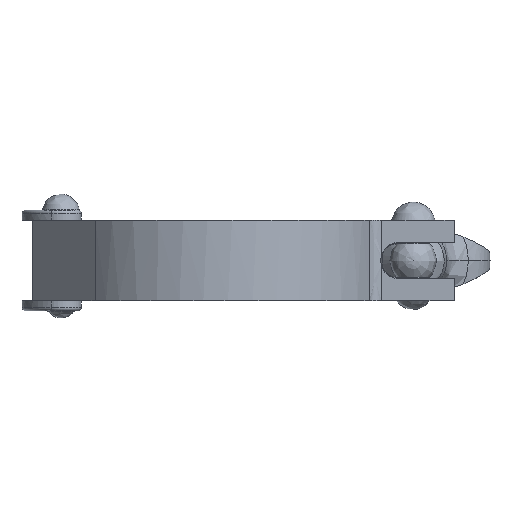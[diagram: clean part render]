
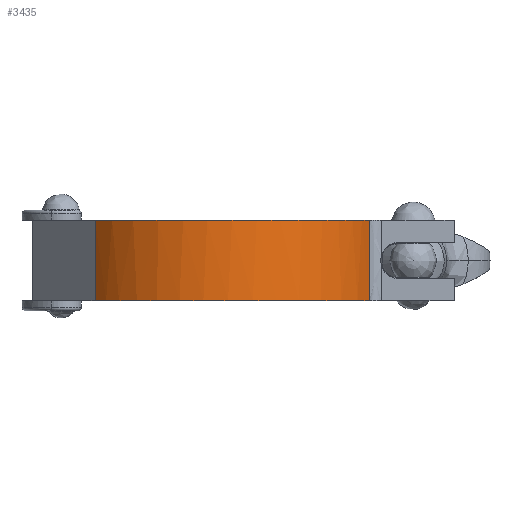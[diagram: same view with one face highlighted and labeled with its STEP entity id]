
A CAD part, front view. The second image highlights one B-rep face of the part: STEP entity #3435.
In plain terms, the highlighted free-form (B-spline) face has degree [2, 1] with [3, 2] control points.
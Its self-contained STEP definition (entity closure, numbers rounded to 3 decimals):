
#3335=CARTESIAN_POINT('V42',(40.92,-23.52,
   19.05));
#3336=VERTEX_POINT('V42',#3335);
#3350=CARTESIAN_POINT('V43',(-24.247,-32.372,
   19.05));
#3351=VERTEX_POINT('V43',#3350);
#3352=CARTESIAN_POINT('E55',(40.92,-23.52,
   19.05));
#3353=CARTESIAN_POINT('E55',(15.347,-79.558,
   19.05));
#3354=CARTESIAN_POINT('E55',(-24.247,-32.372,
   19.05));
#3362=(BOUNDED_CURVE()B_SPLINE_CURVE(2,(#3352,#3353,#3354),
   .CIRCULAR_ARC.,.F.,.U.)CURVE()GEOMETRIC_REPRESENTATION_ITEM()
   QUASI_UNIFORM_CURVE()RATIONAL_B_SPLINE_CURVE((1.0,
   0.534,1.0))REPRESENTATION_ITEM('E55'));
#3363=EDGE_CURVE('E55',#3336,#3351,#3362,.T.);
#3391=CARTESIAN_POINT('F56',(40.92,-23.52,
   38.1));
#3392=CARTESIAN_POINT('F56',(15.347,-79.558,
   38.1));
#3393=CARTESIAN_POINT('F56',(-24.247,-32.372,
   38.1));
#3394=CARTESIAN_POINT('F56',(40.92,-23.52,
   19.05));
#3395=CARTESIAN_POINT('F56',(15.347,-79.558,
   19.05));
#3396=CARTESIAN_POINT('F56',(-24.247,-32.372,
   19.05));
#3404=(BOUNDED_SURFACE()B_SPLINE_SURFACE(2,1,((#3391,#3394),(
   #3392,#3395),(#3393,#3396)),.CYLINDRICAL_SURF.,.F.,.F.,.U.)
   B_SPLINE_SURFACE_WITH_KNOTS((3,3),(2,2),(0.0,
   6.467),(0.0,1.0),.UNSPECIFIED.)
   GEOMETRIC_REPRESENTATION_ITEM()RATIONAL_B_SPLINE_SURFACE(((1.0,
   1.0),(0.534,0.534),(1.0,1.0)))
   REPRESENTATION_ITEM('F56')SURFACE());
#3405=CARTESIAN_POINT('V54',(-24.247,-32.372,
   38.1));
#3406=VERTEX_POINT('V54',#3405);
#3407=CARTESIAN_POINT('V101',(40.92,-23.52,
   38.1));
#3408=VERTEX_POINT('V101',#3407);
#3409=CARTESIAN_POINT('E158',(-24.247,
   -32.372,38.1));
#3410=CARTESIAN_POINT('E158',(15.347,-79.558,
   38.1));
#3411=CARTESIAN_POINT('E158',(40.92,-23.52,
   38.1));
#3419=(BOUNDED_CURVE()B_SPLINE_CURVE(2,(#3409,#3410,#3411),
   .CIRCULAR_ARC.,.F.,.U.)CURVE()GEOMETRIC_REPRESENTATION_ITEM()
   QUASI_UNIFORM_CURVE()RATIONAL_B_SPLINE_CURVE((1.0,
   0.534,1.0))REPRESENTATION_ITEM('E158'));
#3420=EDGE_CURVE('E158',#3406,#3408,#3419,.T.);
#3421=ORIENTED_EDGE('E158',*,*,#3420,.F.);
#3422=CARTESIAN_POINT('E71',(-24.247,-32.372,
   38.1));
#3423=CARTESIAN_POINT('E71',(-24.247,-32.372,
   19.05));
#3424=QUASI_UNIFORM_CURVE('E71',1,(#3422,#3423),.POLYLINE_FORM.,.F.,
   .U.);
#3425=EDGE_CURVE('E71',#3406,#3351,#3424,.T.);
#3426=ORIENTED_EDGE('E71',*,*,#3425,.T.);
#3427=ORIENTED_EDGE('E55',*,*,#3363,.F.);
#3428=CARTESIAN_POINT('E150',(40.92,-23.52,
   38.1));
#3429=CARTESIAN_POINT('E150',(40.92,-23.52,
   19.05));
#3430=QUASI_UNIFORM_CURVE('E150',1,(#3428,#3429),.POLYLINE_FORM.,.F.,
   .U.);
#3431=EDGE_CURVE('E150',#3408,#3336,#3430,.T.);
#3432=ORIENTED_EDGE('E150',*,*,#3431,.F.);
#3433=EDGE_LOOP('F56',(#3421,#3426,#3427,#3432));
#3434=FACE_OUTER_BOUND('F56',#3433,.T.);
#3435=ADVANCED_FACE('F56',(#3434),#3404,.T.);
